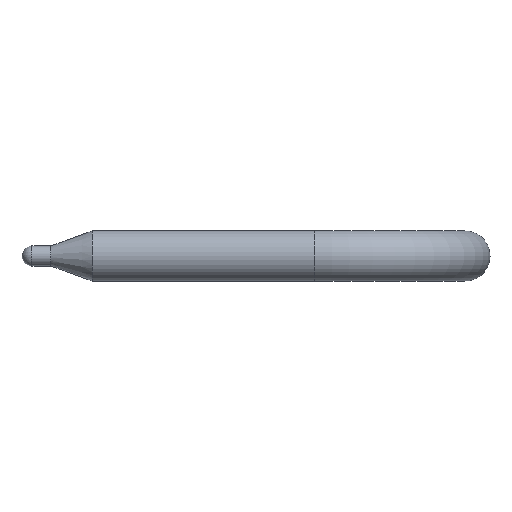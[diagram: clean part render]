
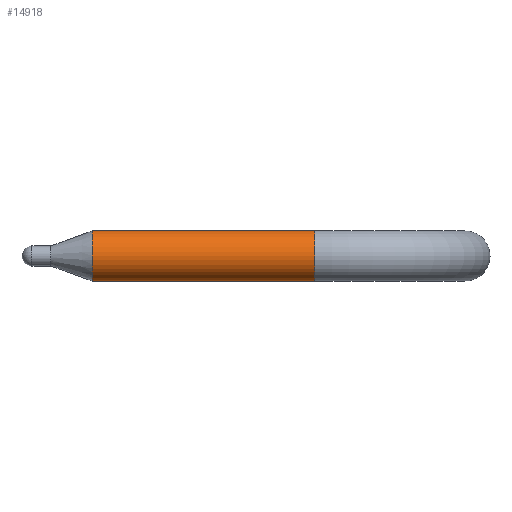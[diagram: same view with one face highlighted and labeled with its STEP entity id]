
A CAD part, front view. The second image highlights one B-rep face of the part: STEP entity #14918.
In plain terms, the highlighted cylindrical face has radius 5 mm (diameter 10 mm), a full revolution.
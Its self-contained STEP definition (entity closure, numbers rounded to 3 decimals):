
#170 = ORIENTED_EDGE ( 'NONE', *, *, #5338, .F. ) ;
#575 = FACE_OUTER_BOUND ( 'NONE', #16297, .T. ) ;
#1497 = DIRECTION ( 'NONE',  ( -1., 0., 0. ) ) ;
#2589 = CARTESIAN_POINT ( 'NONE',  ( -30.197, -62.253, 5. ) ) ;
#2788 = CARTESIAN_POINT ( 'NONE',  ( -30.197, -62.253, 0. ) ) ;
#4559 = FACE_OUTER_BOUND ( 'NONE', #9186, .T. ) ;
#5338 = EDGE_CURVE ( 'NONE', #7948, #7948, #5396, .T. ) ;
#5396 = CIRCLE ( 'NONE', #18069, 5. ) ;
#6003 = DIRECTION ( 'NONE',  ( 0., 0., 1. ) ) ;
#6037 = DIRECTION ( 'NONE',  ( 0., -1., 0. ) ) ;
#6122 = AXIS2_PLACEMENT_3D ( 'NONE', #7591, #14699, #6037 ) ;
#6305 = CYLINDRICAL_SURFACE ( 'NONE', #6122, 5. ) ;
#7591 = CARTESIAN_POINT ( 'NONE',  ( 14.197, -62.253, 0. ) ) ;
#7948 = VERTEX_POINT ( 'NONE', #2589 ) ;
#8220 = DIRECTION ( 'NONE',  ( 0., -1., 0. ) ) ;
#8405 = VERTEX_POINT ( 'NONE', #9889 ) ;
#8720 = CIRCLE ( 'NONE', #11955, 5. ) ;
#9106 = ORIENTED_EDGE ( 'NONE', *, *, #18092, .T. ) ;
#9186 = EDGE_LOOP ( 'NONE', ( #9106 ) ) ;
#9889 = CARTESIAN_POINT ( 'NONE',  ( 14.197, -67.253, 0. ) ) ;
#11955 = AXIS2_PLACEMENT_3D ( 'NONE', #12281, #16443, #8220 ) ;
#12281 = CARTESIAN_POINT ( 'NONE',  ( 14.197, -62.253, 0. ) ) ;
#14699 = DIRECTION ( 'NONE',  ( -1., 0., 0. ) ) ;
#14918 = ADVANCED_FACE ( 'NONE', ( #4559, #575 ), #6305, .T. ) ;
#16297 = EDGE_LOOP ( 'NONE', ( #170 ) ) ;
#16443 = DIRECTION ( 'NONE',  ( -1., 0., 0. ) ) ;
#18069 = AXIS2_PLACEMENT_3D ( 'NONE', #2788, #1497, #6003 ) ;
#18092 = EDGE_CURVE ( 'NONE', #8405, #8405, #8720, .T. ) ;
